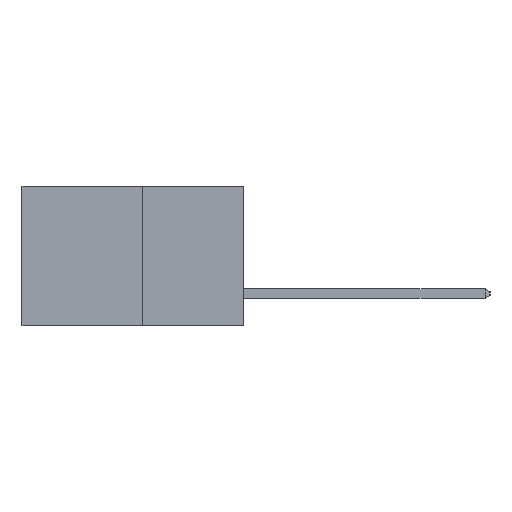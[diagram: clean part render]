
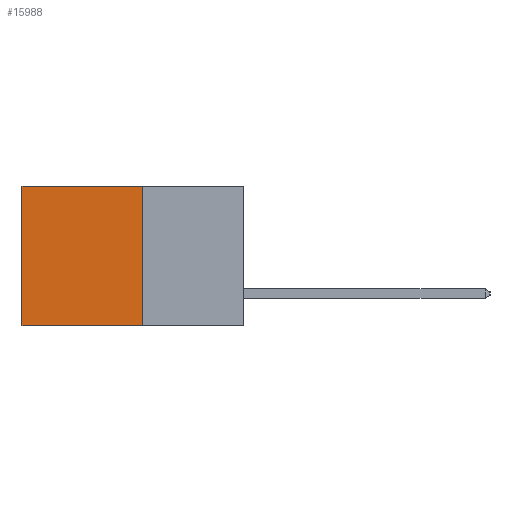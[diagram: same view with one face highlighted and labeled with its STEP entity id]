
A CAD part, left-side view. The second image highlights one B-rep face of the part: STEP entity #15988.
In plain terms, the highlighted planar face has unit normal (-1, 0, 0).
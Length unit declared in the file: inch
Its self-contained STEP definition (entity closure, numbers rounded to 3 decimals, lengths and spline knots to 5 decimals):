
#370 = CARTESIAN_POINT ( 'NONE',  ( 0.277, 0.27, 0. ) ) ;
#930 = DIRECTION ( 'NONE',  ( 0., 1., 0. ) ) ;
#1536 = VECTOR ( 'NONE', #22394, 39.37008 ) ;
#2034 = ORIENTED_EDGE ( 'NONE', *, *, #19902, .T. ) ;
#2087 = LINE ( 'NONE', #20729, #1536 ) ;
#2250 = CARTESIAN_POINT ( 'NONE',  ( 0.277, 0.59, 0. ) ) ;
#2468 = CARTESIAN_POINT ( 'NONE',  ( 0.277, 0.27, -0.37 ) ) ;
#2582 = VECTOR ( 'NONE', #930, 39.37008 ) ;
#5100 = EDGE_LOOP ( 'NONE', ( #2034, #5282, #9371, #19746 ) ) ;
#5167 = LINE ( 'NONE', #14987, #12723 ) ;
#5282 = ORIENTED_EDGE ( 'NONE', *, *, #14034, .F. ) ;
#6129 = CARTESIAN_POINT ( 'NONE',  ( 0.277, 0.59, -0.37 ) ) ;
#6238 = AXIS2_PLACEMENT_3D ( 'NONE', #7104, #20879, #10605 ) ;
#6695 = LINE ( 'NONE', #11391, #2582 ) ;
#7104 = CARTESIAN_POINT ( 'NONE',  ( 0.277, 0.27, -0.37 ) ) ;
#9371 = ORIENTED_EDGE ( 'NONE', *, *, #15274, .F. ) ;
#10151 = VERTEX_POINT ( 'NONE', #6129 ) ;
#10514 = VERTEX_POINT ( 'NONE', #13910 ) ;
#10605 = DIRECTION ( 'NONE',  ( 0., 0., -1. ) ) ;
#11185 = VERTEX_POINT ( 'NONE', #370 ) ;
#11391 = CARTESIAN_POINT ( 'NONE',  ( 0.277, 0.27, 0. ) ) ;
#12723 = VECTOR ( 'NONE', #13215, 39.37008 ) ;
#12857 = DIRECTION ( 'NONE',  ( 0., 0., -1. ) ) ;
#12907 = FACE_OUTER_BOUND ( 'NONE', #5100, .T. ) ;
#13215 = DIRECTION ( 'NONE',  ( 0., 1., 0. ) ) ;
#13910 = CARTESIAN_POINT ( 'NONE',  ( 0.277, 0.27, -0.37 ) ) ;
#14034 = EDGE_CURVE ( 'NONE', #10514, #10151, #5167, .T. ) ;
#14308 = VECTOR ( 'NONE', #12857, 39.37008 ) ;
#14987 = CARTESIAN_POINT ( 'NONE',  ( 0.277, 0.27, -0.37 ) ) ;
#15274 = EDGE_CURVE ( 'NONE', #11185, #10514, #19393, .T. ) ;
#15988 = ADVANCED_FACE ( 'NONE', ( #12907 ), #19147, .F. ) ;
#19147 = PLANE ( 'NONE',  #6238 ) ;
#19393 = LINE ( 'NONE', #2468, #14308 ) ;
#19746 = ORIENTED_EDGE ( 'NONE', *, *, #20770, .T. ) ;
#19902 = EDGE_CURVE ( 'NONE', #20636, #10151, #2087, .T. ) ;
#20636 = VERTEX_POINT ( 'NONE', #2250 ) ;
#20729 = CARTESIAN_POINT ( 'NONE',  ( 0.277, 0.59, -0.37 ) ) ;
#20770 = EDGE_CURVE ( 'NONE', #11185, #20636, #6695, .T. ) ;
#20879 = DIRECTION ( 'NONE',  ( 1., 0., 0. ) ) ;
#22394 = DIRECTION ( 'NONE',  ( 0., 0., -1. ) ) ;
